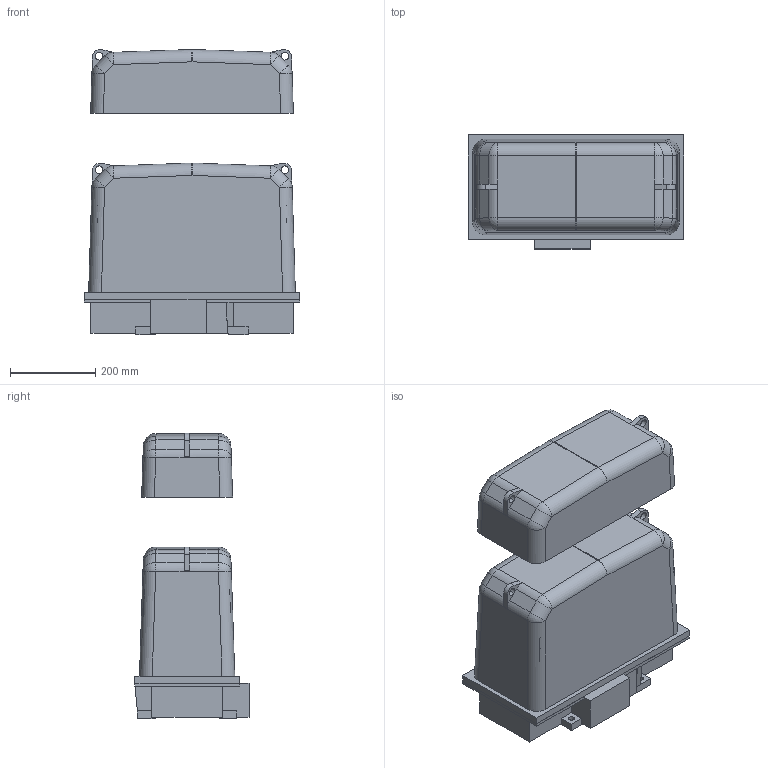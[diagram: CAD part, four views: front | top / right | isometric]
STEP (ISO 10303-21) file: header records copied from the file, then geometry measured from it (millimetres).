
FILE_DESCRIPTION(/* description */ (''),/* implementation_level */ '2;1');
FILE_NAME(/* name */ 'MS5-50HZ',/* time_stamp */ '2020-10-01T12:41:08+02:00',/* author */ (''),/* organization */ (''),/* preprocessor_version */ 'ST-DEVELOPER v16.5',/* originating_system */ 'HiCAD 2019 2402.2 Build 521',/* authorisation */ '');
FILE_SCHEMA (('AUTOMOTIVE_DESIGN { 1 0 10303 214 1 1 1 1 }'));
Length unit declared in the file: millimetre
Products named in the file (9): Root; Hauptbaugruppe_Baugruppe; MS 5_Baugruppe; 0167819_MAGNETANTRIEB; MS5_Baugruppe; Haube MS 5; Grundplatte MS 5; SP 50Hz; HAUBENAUSBAUMAß
Assembly tree (8 placements, depth 6):
  Root
    Hauptbaugruppe_Baugruppe
      MS 5_Baugruppe
        0167819_MAGNETANTRIEB
          MS5_Baugruppe
            Haube MS 5
            Grundplatte MS 5
            SP 50Hz
          HAUBENAUSBAUMAß
Bounding box: 507 x 268 x 670.06 mm (x, y, z)
Volume: 15427494.1 mm3; surface area: 1793598.8 mm2
Topology: 3 solids, 4 shells, 192 faces, 515 edges, 329 vertices
Faces by surface type: plane 120, cylinder 51, sphere 21
Full cylindrical faces by diameter (mm): 2 x1, 13.5 x4
Entity records: 10656 total; most frequent: CARTESIAN_POINT 1034, DIRECTION 1031, PRESENTATION_STYLE_ASSIGNMENT 983, DRAUGHTING_PRE_DEFINED_CURVE_FONT 979, CURVE_STYLE 979, OVER_RIDING_STYLED_ITEM 978, ORIENTED_EDGE 978, COLOUR_RGB 737
